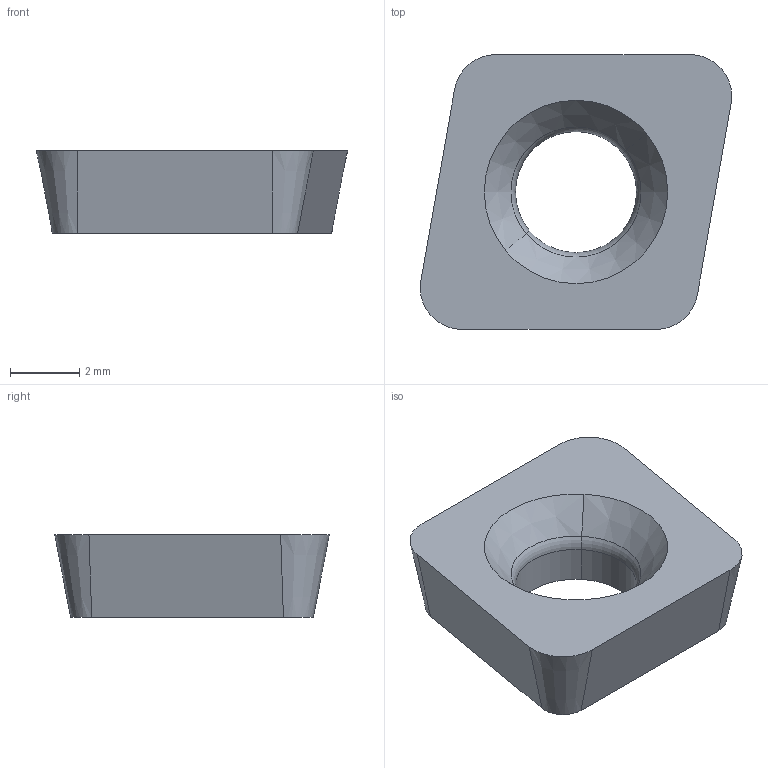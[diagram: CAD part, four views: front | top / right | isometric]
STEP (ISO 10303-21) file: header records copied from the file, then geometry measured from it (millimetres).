
FILE_DESCRIPTION((''),'2;1');
FILE_NAME('CP080212N','2024-08-09T14:39:03',('tlyad09'),('PTC Japan'),'CREO PARAMETRIC BY PTC INC, 2021424','CREO PARAMETRIC BY PTC INC, 2021424','');
FILE_SCHEMA(('AUTOMOTIVE_DESIGN { 1 0 10303 214 1 1 1 1 }'));
Length unit declared in the file: millimetre
Products named in the file (1): CP080212N
Bounding box: 9 x 7.94 x 2.38 mm (x, y, z)
Volume: 103.8 mm3; surface area: 183.3 mm2
Topology: 1 solids, 1 shells, 16 faces, 46 edges, 32 vertices
Faces by surface type: plane 6, cone 6, torus 2, cylinder 2
Entity records: 761 total; most frequent: DIRECTION 106, CARTESIAN_POINT 91, ORIENTED_EDGE 76, PRESENTATION_STYLE_ASSIGNMENT 49, STYLED_ITEM 49, CURVE_STYLE 48, AXIS2_PLACEMENT_3D 41, EDGE_CURVE 38
